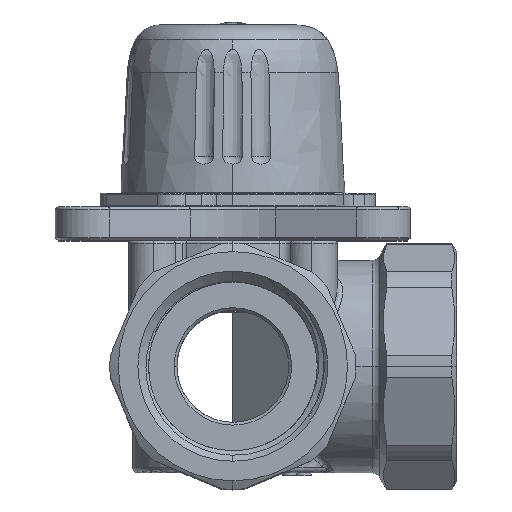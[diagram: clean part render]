
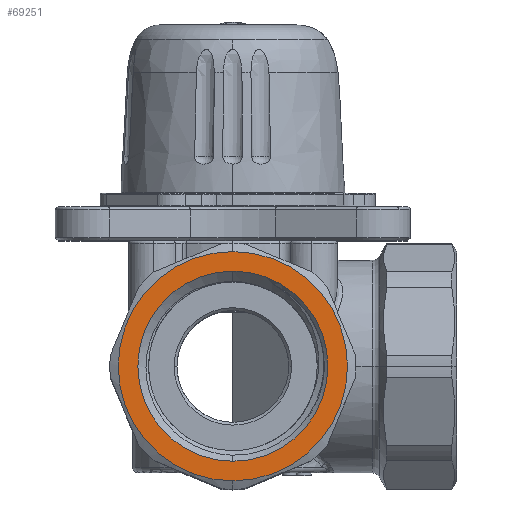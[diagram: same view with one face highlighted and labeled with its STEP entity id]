
A CAD part, top view. The second image highlights one B-rep face of the part: STEP entity #69251.
In plain terms, the highlighted planar face has unit normal (0, 0, 1).
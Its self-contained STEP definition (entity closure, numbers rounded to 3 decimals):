
#3091 = VERTEX_POINT ( 'NONE', #59763 ) ;
#3259 = AXIS2_PLACEMENT_3D ( 'NONE', #62793, #69141, #56776 ) ;
#15753 = DIRECTION ( 'NONE',  ( 0., -1., 0. ) ) ;
#16240 = FACE_OUTER_BOUND ( 'NONE', #49381, .T. ) ;
#16285 = DIRECTION ( 'NONE',  ( 0., 0., 1. ) ) ;
#17966 = DIRECTION ( 'NONE',  ( 0., 0., -1. ) ) ;
#18206 = CIRCLE ( 'NONE', #26042, 20.5 ) ;
#19368 = FACE_BOUND ( 'NONE', #55121, .T. ) ;
#24613 = CIRCLE ( 'NONE', #79750, 20.5 ) ;
#26042 = AXIS2_PLACEMENT_3D ( 'NONE', #54768, #16285, #15753 ) ;
#26500 = EDGE_CURVE ( 'NONE', #58639, #83749, #28736, .T. ) ;
#26533 = DIRECTION ( 'NONE',  ( 0., 0., -1. ) ) ;
#28736 = CIRCLE ( 'NONE', #64536, 17. ) ;
#29975 = EDGE_CURVE ( 'NONE', #3091, #58635, #18206, .T. ) ;
#31975 = ORIENTED_EDGE ( 'NONE', *, *, #26500, .T. ) ;
#32219 = CARTESIAN_POINT ( 'NONE',  ( 0., 1., 40. ) ) ;
#34089 = CIRCLE ( 'NONE', #54627, 17. ) ;
#36873 = CARTESIAN_POINT ( 'NONE',  ( 0., 1., 40. ) ) ;
#37902 = ORIENTED_EDGE ( 'NONE', *, *, #39828, .T. ) ;
#39828 = EDGE_CURVE ( 'NONE', #83749, #58639, #34089, .T. ) ;
#44728 = CARTESIAN_POINT ( 'NONE',  ( 0., 1., 40. ) ) ;
#46928 = CARTESIAN_POINT ( 'NONE',  ( 0., -16., 40. ) ) ;
#49381 = EDGE_LOOP ( 'NONE', ( #75730, #60701 ) ) ;
#50267 = DIRECTION ( 'NONE',  ( 0., 0., 1. ) ) ;
#51326 = DIRECTION ( 'NONE',  ( 0., 1., 0. ) ) ;
#53720 = EDGE_CURVE ( 'NONE', #58635, #3091, #24613, .T. ) ;
#54627 = AXIS2_PLACEMENT_3D ( 'NONE', #32219, #26533, #51326 ) ;
#54768 = CARTESIAN_POINT ( 'NONE',  ( 0., 1., 40. ) ) ;
#55121 = EDGE_LOOP ( 'NONE', ( #31975, #37902 ) ) ;
#56776 = DIRECTION ( 'NONE',  ( 0., -1., 0. ) ) ;
#57090 = DIRECTION ( 'NONE',  ( 0., -1., 0. ) ) ;
#58635 = VERTEX_POINT ( 'NONE', #60606 ) ;
#58639 = VERTEX_POINT ( 'NONE', #46928 ) ;
#59763 = CARTESIAN_POINT ( 'NONE',  ( 0., -19.5, 40. ) ) ;
#60606 = CARTESIAN_POINT ( 'NONE',  ( 0., 21.5, 40. ) ) ;
#60701 = ORIENTED_EDGE ( 'NONE', *, *, #29975, .T. ) ;
#62793 = CARTESIAN_POINT ( 'NONE',  ( 0., 1., 40. ) ) ;
#63246 = CARTESIAN_POINT ( 'NONE',  ( 0., 18., 40. ) ) ;
#63333 = PLANE ( 'NONE',  #3259 ) ;
#63577 = DIRECTION ( 'NONE',  ( 0., 1., 0. ) ) ;
#64536 = AXIS2_PLACEMENT_3D ( 'NONE', #44728, #17966, #63577 ) ;
#69141 = DIRECTION ( 'NONE',  ( 0., 0., 1. ) ) ;
#69251 = ADVANCED_FACE ( 'NONE', ( #19368, #16240 ), #63333, .T. ) ;
#75730 = ORIENTED_EDGE ( 'NONE', *, *, #53720, .T. ) ;
#79750 = AXIS2_PLACEMENT_3D ( 'NONE', #36873, #50267, #57090 ) ;
#83749 = VERTEX_POINT ( 'NONE', #63246 ) ;
